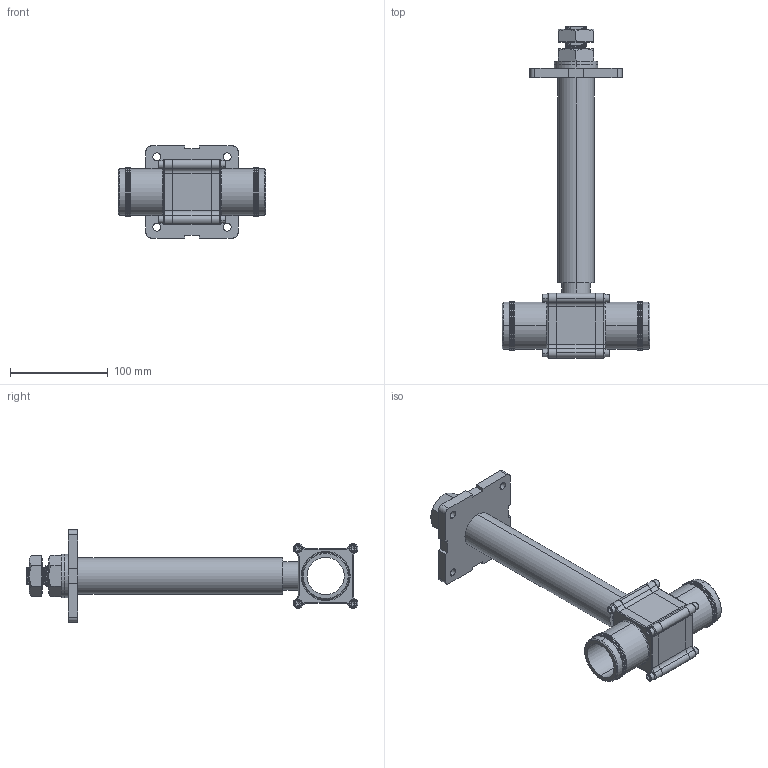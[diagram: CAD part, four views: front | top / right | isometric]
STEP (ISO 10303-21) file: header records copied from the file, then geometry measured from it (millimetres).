
FILE_DESCRIPTION (( 'STEP AP214' ), '1' );
FILE_NAME ('VCI-CRY-201H-900-1.5-BW-BW_BS.STEP', '2025-06-08T17:56:16', ( '' ), ( '' ), 'SwSTEP 2.0', 'SolidWorks 2025', '' );
FILE_SCHEMA (( 'AUTOMOTIVE_DESIGN' ));
Length unit declared in the file: millimetre
Products named in the file (5): flat washer type a narrow_ai_Preferred Narrow FW 0.875; VCI-CRY-201H-900-1.5-BW-BW_BS; socket head cap screw_ai_HX-SHCS 0.19-32x0.25x0.25-N; VCI-CRY-201H-900-1.5-BW-BW; heavy hex jam nut_ai_HHJNUT 0.8750-14-B-N
Assembly tree (13 placements, depth 2):
  VCI-CRY-201H-900-1.5-BW-BW_BS
    VCI-CRY-201H-900-1.5-BW-BW
    socket head cap screw_ai_HX-SHCS 0.19-32x0.25x0.25-N  x8
    flat washer type a narrow_ai_Preferred Narrow FW 0.875  x2
    heavy hex jam nut_ai_HHJNUT 0.8750-14-B-N  x2
Bounding box: 151.1 x 339 x 94 mm (x, y, z)
Volume: 558710.4 mm3; surface area: 132127.6 mm2
Topology: 15 solids, 15 shells, 621 faces, 1501 edges, 929 vertices
Faces by surface type: plane 221, cylinder 211, cone 72, bspline 69, torus 48
Entity records: 76008 total; most frequent: CARTESIAN_POINT 66718, ORIENTED_EDGE 2034, DIRECTION 1798, EDGE_CURVE 1017, AXIS2_PLACEMENT_3D 712, VERTEX_POINT 654, EDGE_LOOP 459, FACE_OUTER_BOUND 396
